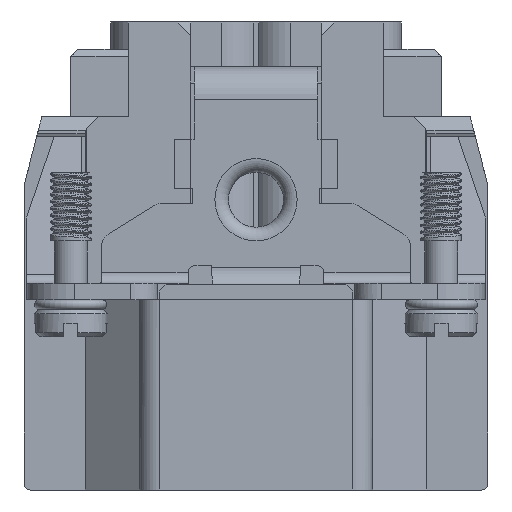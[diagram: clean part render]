
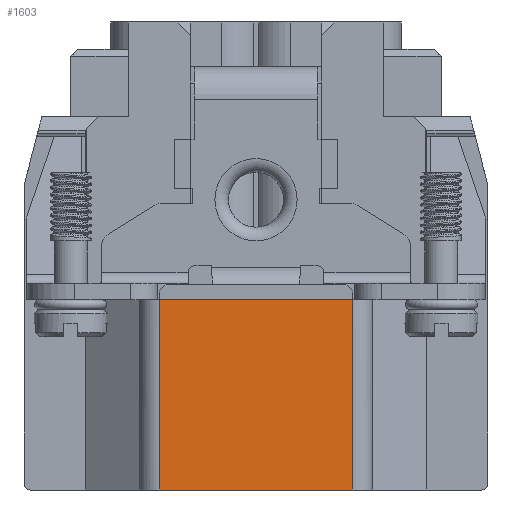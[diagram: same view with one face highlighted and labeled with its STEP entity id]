
A CAD part, left-side view. The second image highlights one B-rep face of the part: STEP entity #1603.
In plain terms, the highlighted planar face has unit normal (-1, 0, 0).
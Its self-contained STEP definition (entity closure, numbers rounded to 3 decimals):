
#779=FACE_OUTER_BOUND('',#4530,.T.);
#1603=ADVANCED_FACE('',(#779),#2815,.T.);
#2815=PLANE('',#21930);
#4530=EDGE_LOOP('',(#7549,#7550,#7551,#7552));
#7549=ORIENTED_EDGE('',*,*,#15433,.T.);
#7550=ORIENTED_EDGE('',*,*,#14942,.T.);
#7551=ORIENTED_EDGE('',*,*,#15431,.T.);
#7552=ORIENTED_EDGE('',*,*,#15190,.F.);
#12858=VERTEX_POINT('',#30130);
#12859=VERTEX_POINT('',#30132);
#13086=VERTEX_POINT('',#30625);
#13087=VERTEX_POINT('',#30627);
#14942=EDGE_CURVE('',#12859,#12858,#17886,.T.);
#15190=EDGE_CURVE('',#13086,#13087,#18061,.T.);
#15431=EDGE_CURVE('',#12858,#13087,#18272,.T.);
#15433=EDGE_CURVE('',#13086,#12859,#18273,.T.);
#17886=LINE('',#30131,#19856);
#18061=LINE('',#30626,#20031);
#18272=LINE('',#31166,#20242);
#18273=LINE('',#31169,#20243);
#19856=VECTOR('',#23938,1.);
#20031=VECTOR('',#24297,1.);
#20242=VECTOR('',#24660,1.);
#20243=VECTOR('',#24665,1.);
#21930=AXIS2_PLACEMENT_3D('',#31170,#24666,#24667);
#23938=DIRECTION('',(0.,1.,0.));
#24297=DIRECTION('',(0.,1.,0.));
#24660=DIRECTION('',(0.,0.,-1.));
#24665=DIRECTION('',(0.,0.,1.));
#24666=DIRECTION('',(-1.,0.,0.));
#24667=DIRECTION('',(0.,0.,-1.));
#30130=CARTESIAN_POINT('',(-42.15,7.,37.1));
#30131=CARTESIAN_POINT('',(-42.15,4.9,37.1));
#30132=CARTESIAN_POINT('',(-42.15,-7.,37.1));
#30625=CARTESIAN_POINT('',(-42.15,-7.,23.25));
#30626=CARTESIAN_POINT('',(-42.15,4.9,23.25));
#30627=CARTESIAN_POINT('',(-42.15,7.,23.25));
#31166=CARTESIAN_POINT('',(-42.15,7.,15.45));
#31169=CARTESIAN_POINT('',(-42.15,-7.,15.45));
#31170=CARTESIAN_POINT('',(-42.15,4.9,15.45));
